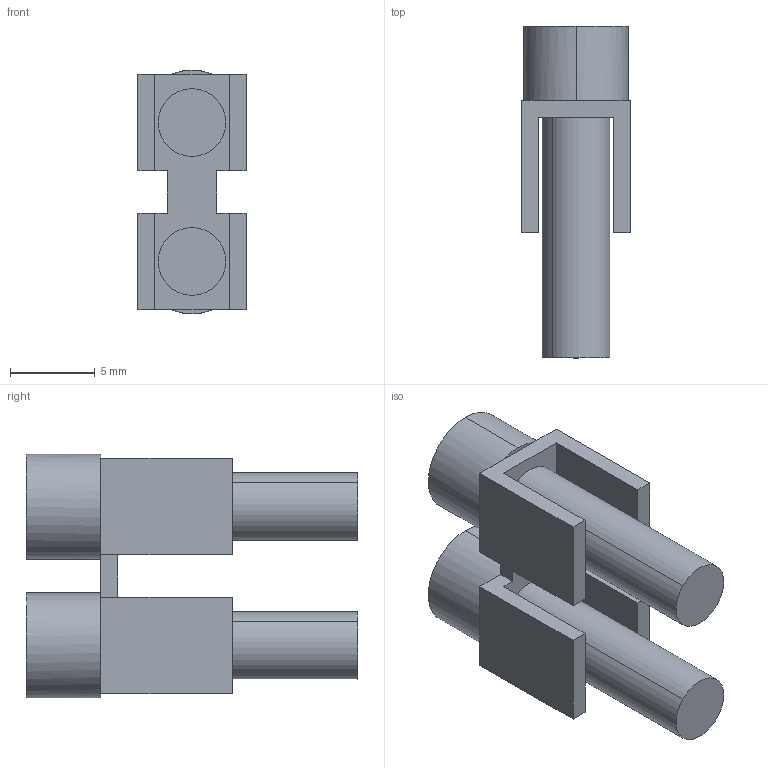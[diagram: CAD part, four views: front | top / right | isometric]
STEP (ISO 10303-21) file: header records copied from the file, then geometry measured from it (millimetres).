
FILE_DESCRIPTION(('SolidDesigner STEP Export'),'2;1');
FILE_NAME('0200020_FBI_2_8-select.stp','2014-03-18T 6:52:05',(''),(''),'Creo Elements/Direct Modeling STEP processor for AP214 (Solid Model)','Creo Elements/Direct Modeling 18.1B 29-Sep-2012 (C) Parametric Technology GmbH','');
FILE_SCHEMA(('AUTOMOTIVE_DESIGN { 1 0 10303 214 1 1 1 1 }'));
Length unit declared in the file: millimetre
Products named in the file (2): 0200020_FBI_2_8-select
Assembly tree (1 placements, depth 2):
  0200020_FBI_2_8-select
    0200020_FBI_2_8-select
Bounding box: 6.4 x 19.6 x 14.4 mm (x, y, z)
Volume: 772 mm3; surface area: 1187.7 mm2
Topology: 1 solids, 1 shells, 50 faces, 128 edges, 84 vertices
Faces by surface type: plane 38, cylinder 12
Entity records: 1826 total; most frequent: ORIENTED_EDGE 256, CARTESIAN_POINT 236, DIRECTION 217, EDGE_CURVE 128, VECTOR 87, LINE 87, VERTEX_POINT 84, AXIS2_PLACEMENT_3D 65
